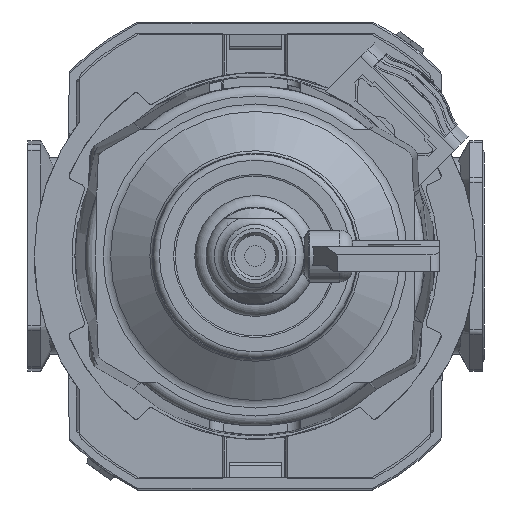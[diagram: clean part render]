
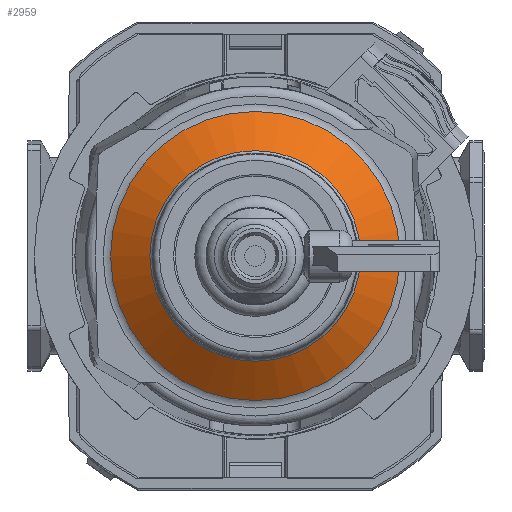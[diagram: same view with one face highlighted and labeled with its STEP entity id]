
A CAD part, front view. The second image highlights one B-rep face of the part: STEP entity #2959.
In plain terms, the highlighted conical face has half-angle 54.996 degrees and reference radius 22.24 mm.
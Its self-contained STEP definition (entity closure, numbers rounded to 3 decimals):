
#2959 = ADVANCED_FACE( '', ( #6086, #6087 ), #6088, .T. );
#6086 = FACE_BOUND( '', #9770, .T. );
#6087 = FACE_OUTER_BOUND( '', #9771, .T. );
#6088 = CONICAL_SURFACE( '', #9772, 22.24, 0.96 );
#9770 = EDGE_LOOP( '', ( #18368 ) );
#9771 = EDGE_LOOP( '', ( #18369 ) );
#9772 = AXIS2_PLACEMENT_3D( '', #18370, #18371, #18372 );
#18368 = ORIENTED_EDGE( '', *, *, #22363, .F. );
#18369 = ORIENTED_EDGE( '', *, *, #23201, .T. );
#18370 = CARTESIAN_POINT( '', ( 0., 5.938, 0. ) );
#18371 = DIRECTION( '', ( 0., 1., 0. ) );
#18372 = DIRECTION( '', ( -1., 0., 0. ) );
#22363 = EDGE_CURVE( '', #27731, #27731, #27732, .T. );
#23201 = EDGE_CURVE( '', #28803, #28803, #28804, .T. );
#27731 = VERTEX_POINT( '', #36987 );
#27732 = CIRCLE( '', #36988, 16.199 );
#28803 = VERTEX_POINT( '', #39132 );
#28804 = CIRCLE( '', #39133, 22.24 );
#36987 = CARTESIAN_POINT( '', ( 16.199, 1.708, 0. ) );
#36988 = AXIS2_PLACEMENT_3D( '', #42775, #42776, #42777 );
#39132 = CARTESIAN_POINT( '', ( 22.24, 5.938, 0. ) );
#39133 = AXIS2_PLACEMENT_3D( '', #43565, #43566, #43567 );
#42775 = CARTESIAN_POINT( '', ( 0., 1.708, 0. ) );
#42776 = DIRECTION( '', ( 0., -1., 0. ) );
#42777 = DIRECTION( '', ( 1., 0., 0. ) );
#43565 = CARTESIAN_POINT( '', ( 0., 5.938, 0. ) );
#43566 = DIRECTION( '', ( 0., -1., 0. ) );
#43567 = DIRECTION( '', ( 1., 0., 0. ) );
